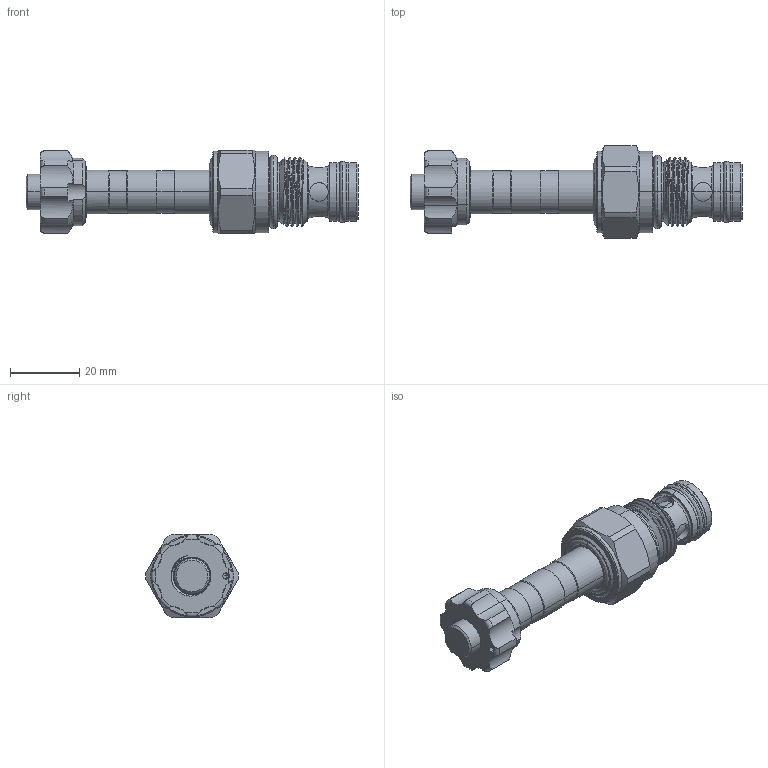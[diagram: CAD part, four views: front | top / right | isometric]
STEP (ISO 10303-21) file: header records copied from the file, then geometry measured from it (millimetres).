
FILE_DESCRIPTION (( 'STEP AP203' ), '1' );
FILE_NAME ('EP20MB2A31M05.STEP', '2016-08-25T07:58:57', ( '' ), ( '' ), 'SwSTEP 2.0', 'SolidWorks 2012', '' );
FILE_SCHEMA (( 'CONFIG_CONTROL_DESIGN' ));
Length unit declared in the file: millimetre
Products named in the file (1): EP20MB2A31M05
Bounding box: 95.85 x 26.69 x 24 mm (x, y, z)
Volume: 22862.4 mm3; surface area: 9461.4 mm2
Topology: 4 solids, 4 shells, 224 faces, 547 edges, 342 vertices
Faces by surface type: cylinder 115, cone 43, torus 32, plane 28, bspline 6
Entity records: 11260 total; most frequent: CARTESIAN_POINT 6043, ORIENTED_EDGE 1094, DIRECTION 1087, EDGE_CURVE 547, AXIS2_PLACEMENT_3D 465, VERTEX_POINT 342, CIRCLE 246, EDGE_LOOP 243
